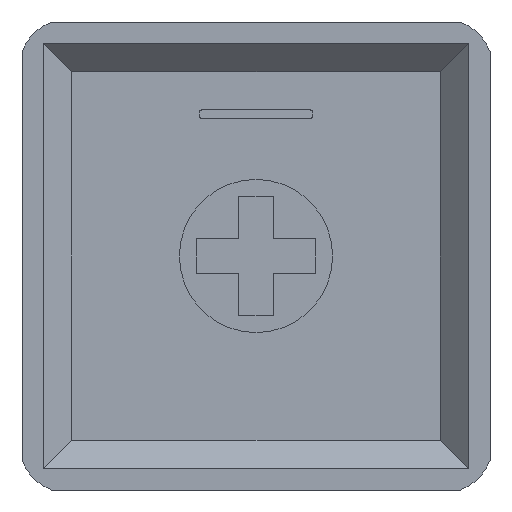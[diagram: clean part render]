
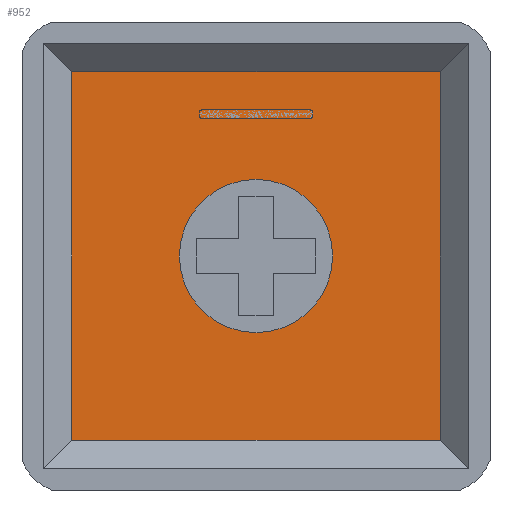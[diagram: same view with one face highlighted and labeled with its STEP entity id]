
A CAD part, front view. The second image highlights one B-rep face of the part: STEP entity #952.
In plain terms, the highlighted planar face has unit normal (0, -1, 0).
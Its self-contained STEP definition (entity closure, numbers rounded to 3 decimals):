
#22=FACE_BOUND('',#338,.T.);
#34=PLANE('',#1027);
#93=LINE('',#1724,#178);
#94=LINE('',#1727,#179);
#96=LINE('',#1731,#181);
#97=LINE('',#1732,#182);
#178=VECTOR('',#1173,10.);
#179=VECTOR('',#1176,10.);
#181=VECTOR('',#1180,10.);
#182=VECTOR('',#1181,10.);
#276=FACE_OUTER_BOUND('',#337,.T.);
#337=EDGE_LOOP('',(#752,#753,#754,#755));
#338=EDGE_LOOP('',(#756));
#401=CIRCLE('',#1028,2.7);
#455=VERTEX_POINT('',#1720);
#456=VERTEX_POINT('',#1722);
#457=VERTEX_POINT('',#1726);
#458=VERTEX_POINT('',#1730);
#459=VERTEX_POINT('',#1733);
#563=EDGE_CURVE('',#456,#455,#93,.T.);
#564=EDGE_CURVE('',#455,#457,#94,.T.);
#566=EDGE_CURVE('',#458,#456,#96,.T.);
#567=EDGE_CURVE('',#457,#458,#97,.T.);
#568=EDGE_CURVE('',#459,#459,#401,.T.);
#752=ORIENTED_EDGE('',*,*,#563,.F.);
#753=ORIENTED_EDGE('',*,*,#566,.F.);
#754=ORIENTED_EDGE('',*,*,#567,.F.);
#755=ORIENTED_EDGE('',*,*,#564,.F.);
#756=ORIENTED_EDGE('',*,*,#568,.F.);
#952=ADVANCED_FACE('',(#276,#22),#34,.F.);
#1027=AXIS2_PLACEMENT_3D('',#1729,#1178,#1179);
#1028=AXIS2_PLACEMENT_3D('',#1734,#1182,#1183);
#1173=DIRECTION('',(1.,0.,0.));
#1176=DIRECTION('',(0.,0.,-1.));
#1178=DIRECTION('center_axis',(0.,1.,0.));
#1179=DIRECTION('ref_axis',(-1.,0.,0.));
#1180=DIRECTION('',(0.,0.,1.));
#1181=DIRECTION('',(-1.,0.,0.));
#1182=DIRECTION('center_axis',(0.,-1.,0.));
#1183=DIRECTION('ref_axis',(1.,0.,0.));
#1720=CARTESIAN_POINT('',(6.5,2.3,6.5));
#1722=CARTESIAN_POINT('',(-6.5,2.3,6.5));
#1724=CARTESIAN_POINT('',(-3.75,2.3,6.5));
#1726=CARTESIAN_POINT('',(6.5,2.3,-6.5));
#1727=CARTESIAN_POINT('',(6.5,2.3,3.75));
#1729=CARTESIAN_POINT('Origin',(0.,2.3,0.));
#1730=CARTESIAN_POINT('',(-6.5,2.3,-6.5));
#1731=CARTESIAN_POINT('',(-6.5,2.3,-3.75));
#1732=CARTESIAN_POINT('',(3.75,2.3,-6.5));
#1733=CARTESIAN_POINT('',(-2.7,2.3,0.));
#1734=CARTESIAN_POINT('Origin',(0.,2.3,0.));
